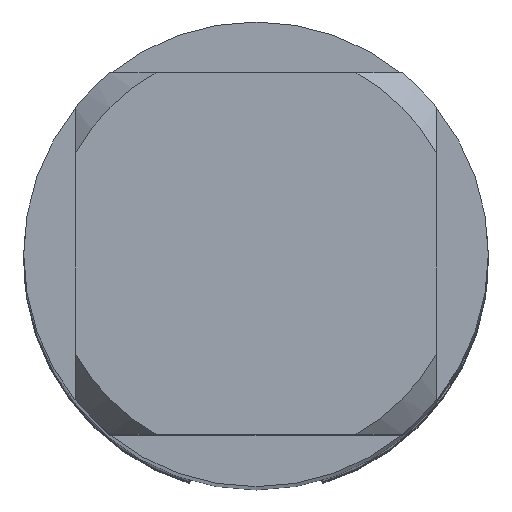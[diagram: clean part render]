
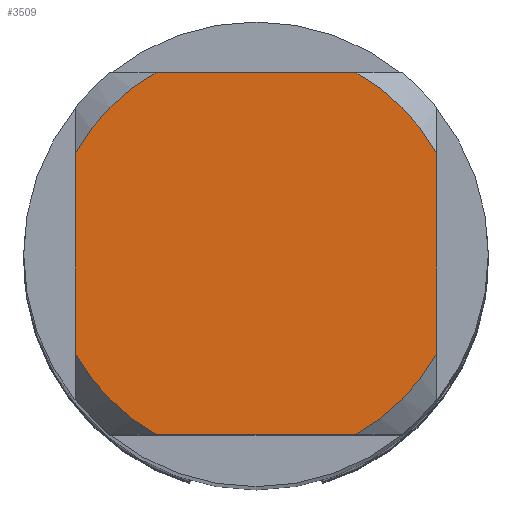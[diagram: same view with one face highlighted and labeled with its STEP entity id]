
A CAD part, top view. The second image highlights one B-rep face of the part: STEP entity #3509.
In plain terms, the highlighted planar face has unit normal (0, 0, 1).
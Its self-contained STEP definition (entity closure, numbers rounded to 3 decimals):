
#3111=VERTEX_POINT('',#7674);
#3373=VERTEX_POINT('',#7957);
#3509=ADVANCED_FACE('',(#8104),#8105,.T.);
#3511=EDGE_CURVE('',#4617,#3111,#8107,.T.);
#3621=VERTEX_POINT('',#8229);
#3807=VERTEX_POINT('',#8434);
#4047=EDGE_CURVE('',#3621,#6689,#8695,.T.);
#4235=EDGE_CURVE('',#4617,#3807,#8898,.T.);
#4247=EDGE_CURVE('',#3621,#3373,#8913,.T.);
#4387=EDGE_CURVE('',#6221,#3807,#9068,.T.);
#4617=VERTEX_POINT('',#9319);
#4623=EDGE_CURVE('',#6605,#3373,#9325,.T.);
#5565=EDGE_CURVE('',#6605,#3111,#10352,.T.);
#6221=VERTEX_POINT('',#11074);
#6543=EDGE_CURVE('',#6221,#6689,#11423,.T.);
#6605=VERTEX_POINT('',#11488);
#6689=VERTEX_POINT('',#11582);
#7674=CARTESIAN_POINT('',(1.936,-3.5,0.0));
#7957=CARTESIAN_POINT('',(3.5,1.936,0.0));
#8104=FACE_OUTER_BOUND('',#14080,.T.);
#8105=PLANE('',#14081);
#8107=LINE('',#14084,#14085);
#8229=CARTESIAN_POINT('',(1.936,3.5,0.0));
#8434=CARTESIAN_POINT('',(-3.5,-1.936,0.0));
#8695=LINE('',#15137,#15138);
#8898=CIRCLE('',#15514,4.0);
#8913=CIRCLE('',#15532,4.0);
#9068=LINE('',#15821,#15822);
#9319=CARTESIAN_POINT('',(-1.936,-3.5,0.0));
#9325=LINE('',#16195,#16196);
#10352=CIRCLE('',#17937,4.0);
#11074=CARTESIAN_POINT('',(-3.5,1.936,0.0));
#11423=CIRCLE('',#19910,4.0);
#11488=CARTESIAN_POINT('',(3.5,-1.936,0.0));
#11582=CARTESIAN_POINT('',(-1.936,3.5,0.0));
#14080=EDGE_LOOP('',(#21851,#21852,#21853,#21854,#21855,#21856,#21857,#21858));
#14081=AXIS2_PLACEMENT_3D('',#21859,#21860,#21861);
#14084=CARTESIAN_POINT('',(0.0,-3.5,0.0));
#14085=VECTOR('',#21862,1.0);
#15137=CARTESIAN_POINT('',(0.0,3.5,0.0));
#15138=VECTOR('',#22627,1.0);
#15514=AXIS2_PLACEMENT_3D('',#22821,#22822,#22823);
#15532=AXIS2_PLACEMENT_3D('',#22861,#22862,#22863);
#15821=CARTESIAN_POINT('',(-3.5,1.0,0.0));
#15822=VECTOR('',#23175,1.0);
#16195=CARTESIAN_POINT('',(3.5,1.0,0.0));
#16196=VECTOR('',#23459,1.0);
#17937=AXIS2_PLACEMENT_3D('',#24545,#24546,#24547);
#19910=AXIS2_PLACEMENT_3D('',#25695,#25696,#25697);
#21851=ORIENTED_EDGE('',*,*,#4387,.T.);
#21852=ORIENTED_EDGE('',*,*,#4235,.F.);
#21853=ORIENTED_EDGE('',*,*,#3511,.T.);
#21854=ORIENTED_EDGE('',*,*,#5565,.F.);
#21855=ORIENTED_EDGE('',*,*,#4623,.T.);
#21856=ORIENTED_EDGE('',*,*,#4247,.F.);
#21857=ORIENTED_EDGE('',*,*,#4047,.T.);
#21858=ORIENTED_EDGE('',*,*,#6543,.F.);
#21859=CARTESIAN_POINT('',(0.0,2.0,0.0));
#21860=DIRECTION('',(-0.0,0.0,1.0));
#21861=DIRECTION('',(0.0,-1.0,0.0));
#21862=DIRECTION('',(1.0,0.0,0.0));
#22627=DIRECTION('',(-1.0,0.0,0.0));
#22821=CARTESIAN_POINT('',(0.0,0.0,0.0));
#22822=DIRECTION('',(0.0,0.0,-1.0));
#22823=DIRECTION('',(0.0,1.0,0.0));
#22861=CARTESIAN_POINT('',(0.0,0.0,0.0));
#22862=DIRECTION('',(0.0,0.0,-1.0));
#22863=DIRECTION('',(0.0,1.0,0.0));
#23175=DIRECTION('',(-0.0,-1.0,0.0));
#23459=DIRECTION('',(-0.0,1.0,0.0));
#24545=CARTESIAN_POINT('',(0.0,0.0,0.0));
#24546=DIRECTION('',(0.0,0.0,-1.0));
#24547=DIRECTION('',(0.0,1.0,0.0));
#25695=CARTESIAN_POINT('',(0.0,0.0,0.0));
#25696=DIRECTION('',(0.0,0.0,-1.0));
#25697=DIRECTION('',(0.0,1.0,0.0));
